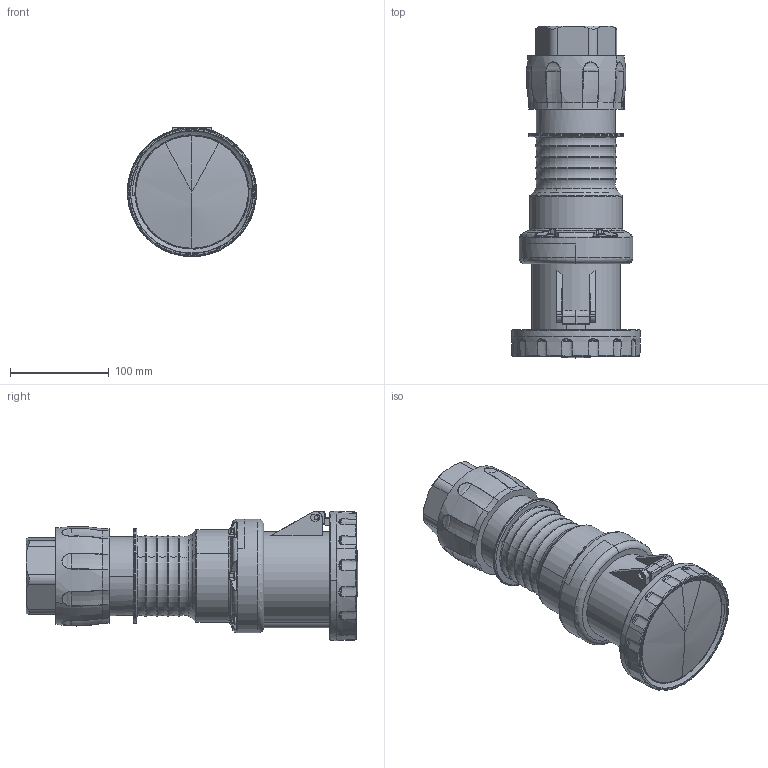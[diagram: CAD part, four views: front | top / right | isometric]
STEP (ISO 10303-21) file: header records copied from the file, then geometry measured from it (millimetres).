
FILE_DESCRIPTION((''),'2;1');
FILE_NAME('GW62665H_SW0004','2020-05-21T22:42:15',('user'),('Technoprobe spa'),'CREO PARAMETRIC BY PTC INC, 2019471','CREO PARAMETRIC BY PTC INC, 2019471','');
FILE_SCHEMA(('CONFIG_CONTROL_DESIGN'));
Length unit declared in the file: millimetre
Products named in the file (1): GW62665H_SW0004
Bounding box: 130.58 x 335.84 x 130.77 mm (x, y, z)
Volume: 2319656.1 mm3; surface area: 150539.4 mm2
Topology: 1 solids, 2 shells, 671 faces, 1797 edges, 1111 vertices
Faces by surface type: bspline 229, torus 125, plane 124, cylinder 119, cone 58, sphere 16
Entity records: 41855 total; most frequent: CARTESIAN_POINT 27148, ORIENTED_EDGE 3520, DIRECTION 2422, EDGE_CURVE 1760, VERTEX_POINT 1111, AXIS2_PLACEMENT_3D 1048, B_SPLINE_CURVE_WITH_KNOTS 828, EDGE_LOOP 695
